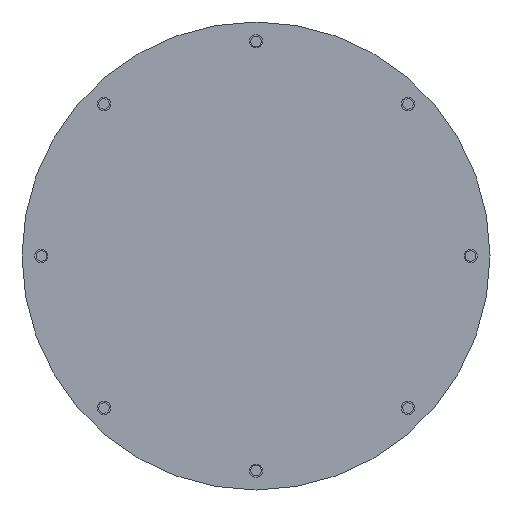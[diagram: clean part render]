
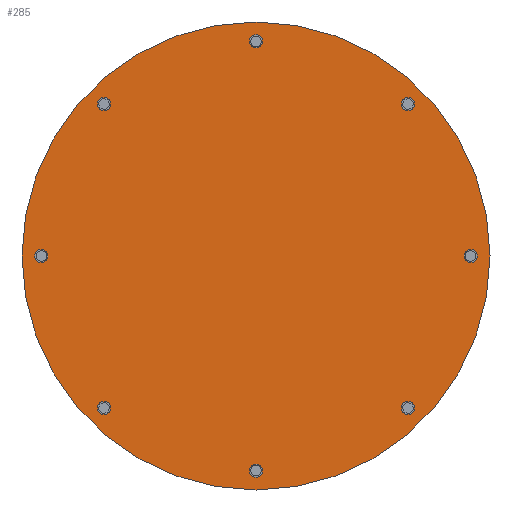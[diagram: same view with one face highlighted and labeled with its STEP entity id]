
A CAD part, left-side view. The second image highlights one B-rep face of the part: STEP entity #285.
In plain terms, the highlighted planar face has unit normal (-1, 0, 0).
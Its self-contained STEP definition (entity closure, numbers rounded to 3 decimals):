
#285 = ADVANCED_FACE( '', ( #751, #752, #753, #754, #755, #756, #757, #758, #759 ), #760, .F. );
#751 = FACE_OUTER_BOUND( '', #1466, .T. );
#752 = FACE_BOUND( '', #1467, .T. );
#753 = FACE_BOUND( '', #1468, .T. );
#754 = FACE_BOUND( '', #1469, .T. );
#755 = FACE_BOUND( '', #1470, .T. );
#756 = FACE_BOUND( '', #1471, .T. );
#757 = FACE_BOUND( '', #1472, .T. );
#758 = FACE_BOUND( '', #1473, .T. );
#759 = FACE_BOUND( '', #1474, .T. );
#760 = PLANE( '', #1475 );
#1466 = EDGE_LOOP( '', ( #2285 ) );
#1467 = EDGE_LOOP( '', ( #2286 ) );
#1468 = EDGE_LOOP( '', ( #2287 ) );
#1469 = EDGE_LOOP( '', ( #2288 ) );
#1470 = EDGE_LOOP( '', ( #2289 ) );
#1471 = EDGE_LOOP( '', ( #2290 ) );
#1472 = EDGE_LOOP( '', ( #2291 ) );
#1473 = EDGE_LOOP( '', ( #2292 ) );
#1474 = EDGE_LOOP( '', ( #2293 ) );
#1475 = AXIS2_PLACEMENT_3D( '', #2294, #2295, #2296 );
#2285 = ORIENTED_EDGE( '', *, *, #3655, .F. );
#2286 = ORIENTED_EDGE( '', *, *, #3773, .F. );
#2287 = ORIENTED_EDGE( '', *, *, #3774, .F. );
#2288 = ORIENTED_EDGE( '', *, *, #3775, .F. );
#2289 = ORIENTED_EDGE( '', *, *, #3776, .F. );
#2290 = ORIENTED_EDGE( '', *, *, #3777, .F. );
#2291 = ORIENTED_EDGE( '', *, *, #3778, .F. );
#2292 = ORIENTED_EDGE( '', *, *, #3779, .F. );
#2293 = ORIENTED_EDGE( '', *, *, #3780, .F. );
#2294 = CARTESIAN_POINT( '', ( -250., 0., 0. ) );
#2295 = DIRECTION( '', ( 1., 0., 0. ) );
#2296 = DIRECTION( '', ( 0., 0., -1. ) );
#3655 = EDGE_CURVE( '', #4243, #4243, #4244, .T. );
#3773 = EDGE_CURVE( '', #4447, #4447, #4448, .F. );
#3774 = EDGE_CURVE( '', #4449, #4449, #4450, .F. );
#3775 = EDGE_CURVE( '', #4451, #4451, #4452, .F. );
#3776 = EDGE_CURVE( '', #4453, #4453, #4454, .F. );
#3777 = EDGE_CURVE( '', #4455, #4455, #4456, .F. );
#3778 = EDGE_CURVE( '', #4457, #4457, #4458, .F. );
#3779 = EDGE_CURVE( '', #4459, #4459, #4460, .F. );
#3780 = EDGE_CURVE( '', #4461, #4461, #4462, .F. );
#4243 = VERTEX_POINT( '', #5112 );
#4244 = CIRCLE( '', #5113, 253. );
#4447 = VERTEX_POINT( '', #5380 );
#4448 = CIRCLE( '', #5381, 7. );
#4449 = VERTEX_POINT( '', #5382 );
#4450 = CIRCLE( '', #5383, 7. );
#4451 = VERTEX_POINT( '', #5384 );
#4452 = CIRCLE( '', #5385, 7. );
#4453 = VERTEX_POINT( '', #5386 );
#4454 = CIRCLE( '', #5387, 7. );
#4455 = VERTEX_POINT( '', #5388 );
#4456 = CIRCLE( '', #5389, 7. );
#4457 = VERTEX_POINT( '', #5390 );
#4458 = CIRCLE( '', #5391, 7. );
#4459 = VERTEX_POINT( '', #5392 );
#4460 = CIRCLE( '', #5393, 7. );
#4461 = VERTEX_POINT( '', #5394 );
#4462 = CIRCLE( '', #5395, 7. );
#5112 = CARTESIAN_POINT( '', ( -250., 0., -253. ) );
#5113 = AXIS2_PLACEMENT_3D( '', #6275, #6276, #6277 );
#5380 = CARTESIAN_POINT( '', ( -250., 232.329, -7. ) );
#5381 = AXIS2_PLACEMENT_3D( '', #6414, #6415, #6416 );
#5382 = CARTESIAN_POINT( '', ( -250., -164.282, 157.282 ) );
#5383 = AXIS2_PLACEMENT_3D( '', #6417, #6418, #6419 );
#5384 = CARTESIAN_POINT( '', ( -250., 164.282, -171.282 ) );
#5385 = AXIS2_PLACEMENT_3D( '', #6420, #6421, #6422 );
#5386 = CARTESIAN_POINT( '', ( -250., -164.282, -171.282 ) );
#5387 = AXIS2_PLACEMENT_3D( '', #6423, #6424, #6425 );
#5388 = CARTESIAN_POINT( '', ( -250., 164.282, 157.282 ) );
#5389 = AXIS2_PLACEMENT_3D( '', #6426, #6427, #6428 );
#5390 = CARTESIAN_POINT( '', ( -250., 0., 225.329 ) );
#5391 = AXIS2_PLACEMENT_3D( '', #6429, #6430, #6431 );
#5392 = CARTESIAN_POINT( '', ( -250., 0., -239.329 ) );
#5393 = AXIS2_PLACEMENT_3D( '', #6432, #6433, #6434 );
#5394 = CARTESIAN_POINT( '', ( -250., -232.329, -7. ) );
#5395 = AXIS2_PLACEMENT_3D( '', #6435, #6436, #6437 );
#6275 = CARTESIAN_POINT( '', ( -250., 0., 0. ) );
#6276 = DIRECTION( '', ( 1., 0., 0. ) );
#6277 = DIRECTION( '', ( 0., 0., -1. ) );
#6414 = CARTESIAN_POINT( '', ( -250., 232.329, 0. ) );
#6415 = DIRECTION( '', ( 1., 0., 0. ) );
#6416 = DIRECTION( '', ( 0., 0., -1. ) );
#6417 = CARTESIAN_POINT( '', ( -250., -164.282, 164.282 ) );
#6418 = DIRECTION( '', ( 1., 0., 0. ) );
#6419 = DIRECTION( '', ( 0., 0., -1. ) );
#6420 = CARTESIAN_POINT( '', ( -250., 164.282, -164.282 ) );
#6421 = DIRECTION( '', ( 1., 0., 0. ) );
#6422 = DIRECTION( '', ( 0., 0., -1. ) );
#6423 = CARTESIAN_POINT( '', ( -250., -164.282, -164.282 ) );
#6424 = DIRECTION( '', ( 1., 0., 0. ) );
#6425 = DIRECTION( '', ( 0., 0., -1. ) );
#6426 = CARTESIAN_POINT( '', ( -250., 164.282, 164.282 ) );
#6427 = DIRECTION( '', ( 1., 0., 0. ) );
#6428 = DIRECTION( '', ( 0., 0., -1. ) );
#6429 = CARTESIAN_POINT( '', ( -250., 0., 232.329 ) );
#6430 = DIRECTION( '', ( 1., 0., 0. ) );
#6431 = DIRECTION( '', ( 0., 0., -1. ) );
#6432 = CARTESIAN_POINT( '', ( -250., 0., -232.329 ) );
#6433 = DIRECTION( '', ( 1., 0., 0. ) );
#6434 = DIRECTION( '', ( 0., 0., -1. ) );
#6435 = CARTESIAN_POINT( '', ( -250., -232.329, 0. ) );
#6436 = DIRECTION( '', ( 1., 0., 0. ) );
#6437 = DIRECTION( '', ( 0., 0., -1. ) );
